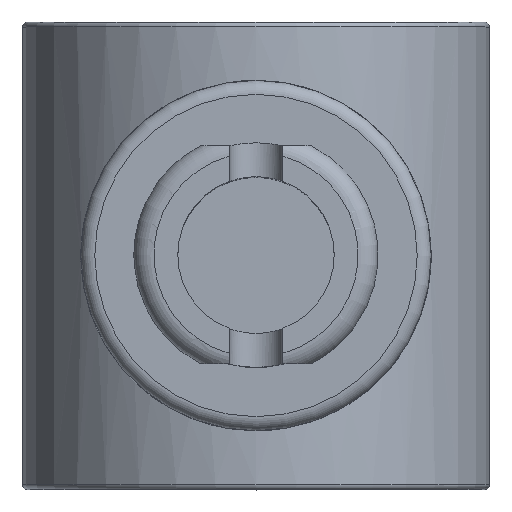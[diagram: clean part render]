
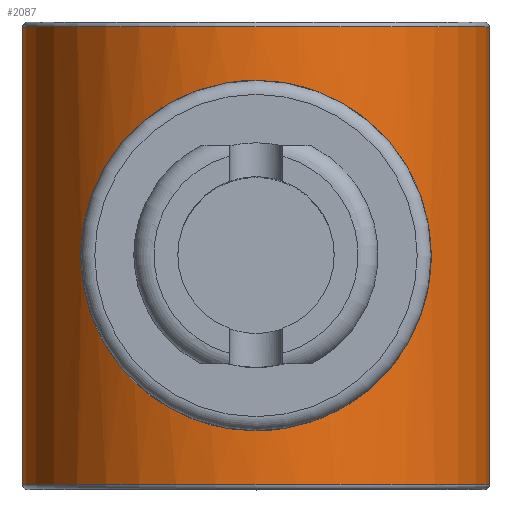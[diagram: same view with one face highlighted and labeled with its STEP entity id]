
A CAD part, top view. The second image highlights one B-rep face of the part: STEP entity #2087.
In plain terms, the highlighted cylindrical face has radius 5 mm (diameter 10 mm), a full revolution.
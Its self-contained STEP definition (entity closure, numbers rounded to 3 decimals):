
#110=FACE_OUTER_BOUND('',#221,.T.);
#221=EDGE_LOOP('',(#1568,#1569,#1570,#1571,#1572,#1573,#1574,#1575,#1576,
#1577));
#338=B_SPLINE_CURVE_WITH_KNOTS('',3,(#4518,#4519,#4520,#4521,#4522,#4523,
#4524,#4525,#4526,#4527,#4528,#4529,#4530,#4531,#4532,#4533,#4534,#4535,
#4536,#4537,#4538,#4539),.UNSPECIFIED.,.F.,.F.,(4,2,2,2,2,2,2,2,2,2,4),
(0.598,0.746,0.894,1.045,
1.12,1.196,1.272,1.347,1.498,
1.646,1.794),.UNSPECIFIED.);
#339=B_SPLINE_CURVE_WITH_KNOTS('',3,(#4540,#4541,#4542,#4543,#4544,#4545,
#4546,#4547,#4548,#4549,#4550,#4551,#4552,#4553,#4554,#4555,#4556,#4557,
#4558,#4559,#4560,#4561,#4562),.UNSPECIFIED.,.F.,.F.,(4,2,2,2,2,3,2,2,2,
2,4),(1.794,1.942,2.09,2.241,
2.316,2.392,2.467,2.543,2.694,
2.842,2.99),.UNSPECIFIED.);
#379=LINE('',#4573,#519);
#380=LINE('',#4575,#520);
#519=VECTOR('',#2615,5.);
#520=VECTOR('',#2616,5.);
#659=CIRCLE('',#2248,5.);
#660=CIRCLE('',#2249,5.);
#661=CIRCLE('',#2251,5.);
#662=CIRCLE('',#2252,5.);
#852=VERTEX_POINT('',#4516);
#853=VERTEX_POINT('',#4517);
#855=VERTEX_POINT('',#4567);
#856=VERTEX_POINT('',#4569);
#857=VERTEX_POINT('',#4574);
#858=VERTEX_POINT('',#4576);
#1112=EDGE_CURVE('',#852,#853,#338,.T.);
#1113=EDGE_CURVE('',#853,#852,#339,.T.);
#1117=EDGE_CURVE('',#855,#856,#659,.T.);
#1118=EDGE_CURVE('',#856,#855,#660,.T.);
#1119=EDGE_CURVE('',#856,#852,#379,.T.);
#1120=EDGE_CURVE('',#853,#857,#380,.T.);
#1121=EDGE_CURVE('',#858,#857,#661,.T.);
#1122=EDGE_CURVE('',#857,#858,#662,.T.);
#1568=ORIENTED_EDGE('',*,*,#1117,.F.);
#1569=ORIENTED_EDGE('',*,*,#1118,.F.);
#1570=ORIENTED_EDGE('',*,*,#1119,.T.);
#1571=ORIENTED_EDGE('',*,*,#1112,.T.);
#1572=ORIENTED_EDGE('',*,*,#1120,.T.);
#1573=ORIENTED_EDGE('',*,*,#1121,.F.);
#1574=ORIENTED_EDGE('',*,*,#1122,.F.);
#1575=ORIENTED_EDGE('',*,*,#1120,.F.);
#1576=ORIENTED_EDGE('',*,*,#1113,.T.);
#1577=ORIENTED_EDGE('',*,*,#1119,.F.);
#2006=CYLINDRICAL_SURFACE('',#2250,5.);
#2087=ADVANCED_FACE('',(#110),#2006,.T.);
#2248=AXIS2_PLACEMENT_3D('',#4570,#2609,#2610);
#2249=AXIS2_PLACEMENT_3D('',#4571,#2611,#2612);
#2250=AXIS2_PLACEMENT_3D('',#4572,#2613,#2614);
#2251=AXIS2_PLACEMENT_3D('',#4577,#2617,#2618);
#2252=AXIS2_PLACEMENT_3D('',#4578,#2619,#2620);
#2609=DIRECTION('center_axis',(0.,1.,0.));
#2610=DIRECTION('ref_axis',(0.,0.,1.));
#2611=DIRECTION('center_axis',(0.,1.,0.));
#2612=DIRECTION('ref_axis',(0.,0.,1.));
#2613=DIRECTION('center_axis',(0.,1.,0.));
#2614=DIRECTION('ref_axis',(0.,0.,-1.));
#2615=DIRECTION('',(0.,-1.,0.));
#2616=DIRECTION('',(0.,-1.,0.));
#2617=DIRECTION('center_axis',(0.,-1.,0.));
#2618=DIRECTION('ref_axis',(-1.,0.,0.));
#2619=DIRECTION('center_axis',(0.,-1.,0.));
#2620=DIRECTION('ref_axis',(-1.,0.,0.));
#4516=CARTESIAN_POINT('',(3.429,3.882,5.));
#4517=CARTESIAN_POINT('',(3.429,-3.618,5.));
#4518=CARTESIAN_POINT('Ctrl Pts',(3.429,3.882,5.));
#4519=CARTESIAN_POINT('Ctrl Pts',(3.922,3.882,5.));
#4520=CARTESIAN_POINT('Ctrl Pts',(4.435,3.779,4.921));
#4521=CARTESIAN_POINT('Ctrl Pts',(5.354,3.389,4.64));
#4522=CARTESIAN_POINT('Ctrl Pts',(5.762,3.103,4.438));
#4523=CARTESIAN_POINT('Ctrl Pts',(6.407,2.458,4.035));
#4524=CARTESIAN_POINT('Ctrl Pts',(6.689,2.051,3.801));
#4525=CARTESIAN_POINT('Ctrl Pts',(6.978,1.369,3.525));
#4526=CARTESIAN_POINT('Ctrl Pts',(7.053,1.129,3.446));
#4527=CARTESIAN_POINT('Ctrl Pts',(7.154,0.637,3.337));
#4528=CARTESIAN_POINT('Ctrl Pts',(7.179,0.384,3.307));
#4529=CARTESIAN_POINT('Ctrl Pts',(7.179,-0.12,3.307));
#4530=CARTESIAN_POINT('Ctrl Pts',(7.154,-0.372,3.337));
#4531=CARTESIAN_POINT('Ctrl Pts',(7.053,-0.865,3.446));
#4532=CARTESIAN_POINT('Ctrl Pts',(6.978,-1.104,3.525));
#4533=CARTESIAN_POINT('Ctrl Pts',(6.689,-1.786,3.801));
#4534=CARTESIAN_POINT('Ctrl Pts',(6.407,-2.194,4.035));
#4535=CARTESIAN_POINT('Ctrl Pts',(5.762,-2.838,4.438));
#4536=CARTESIAN_POINT('Ctrl Pts',(5.354,-3.125,4.64));
#4537=CARTESIAN_POINT('Ctrl Pts',(4.435,-3.515,4.921));
#4538=CARTESIAN_POINT('Ctrl Pts',(3.922,-3.618,5.));
#4539=CARTESIAN_POINT('Ctrl Pts',(3.429,-3.618,5.));
#4540=CARTESIAN_POINT('Ctrl Pts',(3.429,-3.618,5.));
#4541=CARTESIAN_POINT('Ctrl Pts',(2.936,-3.618,5.));
#4542=CARTESIAN_POINT('Ctrl Pts',(2.424,-3.515,4.921));
#4543=CARTESIAN_POINT('Ctrl Pts',(1.504,-3.125,4.64));
#4544=CARTESIAN_POINT('Ctrl Pts',(1.096,-2.838,4.438));
#4545=CARTESIAN_POINT('Ctrl Pts',(0.452,-2.194,4.035));
#4546=CARTESIAN_POINT('Ctrl Pts',(0.17,-1.786,3.801));
#4547=CARTESIAN_POINT('Ctrl Pts',(-0.12,-1.104,
3.525));
#4548=CARTESIAN_POINT('Ctrl Pts',(-0.195,-0.865,
3.446));
#4549=CARTESIAN_POINT('Ctrl Pts',(-0.295,-0.372,
3.337));
#4550=CARTESIAN_POINT('Ctrl Pts',(-0.321,-0.12,
3.307));
#4551=CARTESIAN_POINT('Ctrl Pts',(-0.321,0.132,
3.307));
#4552=CARTESIAN_POINT('Ctrl Pts',(-0.321,0.384,
3.307));
#4553=CARTESIAN_POINT('Ctrl Pts',(-0.295,0.637,
3.337));
#4554=CARTESIAN_POINT('Ctrl Pts',(-0.195,1.129,3.446));
#4555=CARTESIAN_POINT('Ctrl Pts',(-0.12,1.369,3.525));
#4556=CARTESIAN_POINT('Ctrl Pts',(0.17,2.051,3.801));
#4557=CARTESIAN_POINT('Ctrl Pts',(0.452,2.458,4.035));
#4558=CARTESIAN_POINT('Ctrl Pts',(1.096,3.103,4.438));
#4559=CARTESIAN_POINT('Ctrl Pts',(1.504,3.389,4.64));
#4560=CARTESIAN_POINT('Ctrl Pts',(2.424,3.779,4.921));
#4561=CARTESIAN_POINT('Ctrl Pts',(2.936,3.882,5.));
#4562=CARTESIAN_POINT('Ctrl Pts',(3.429,3.882,5.));
#4567=CARTESIAN_POINT('',(3.429,5.032,-5.));
#4569=CARTESIAN_POINT('',(3.429,5.032,5.));
#4570=CARTESIAN_POINT('Origin',(3.429,5.032,0.));
#4571=CARTESIAN_POINT('Origin',(3.429,5.032,0.));
#4572=CARTESIAN_POINT('Origin',(3.429,0.132,0.));
#4573=CARTESIAN_POINT('',(3.429,0.132,5.));
#4574=CARTESIAN_POINT('',(3.429,-4.768,5.));
#4575=CARTESIAN_POINT('',(3.429,0.132,5.));
#4576=CARTESIAN_POINT('',(8.429,-4.768,0.));
#4577=CARTESIAN_POINT('Origin',(3.429,-4.768,0.));
#4578=CARTESIAN_POINT('Origin',(3.429,-4.768,0.));
